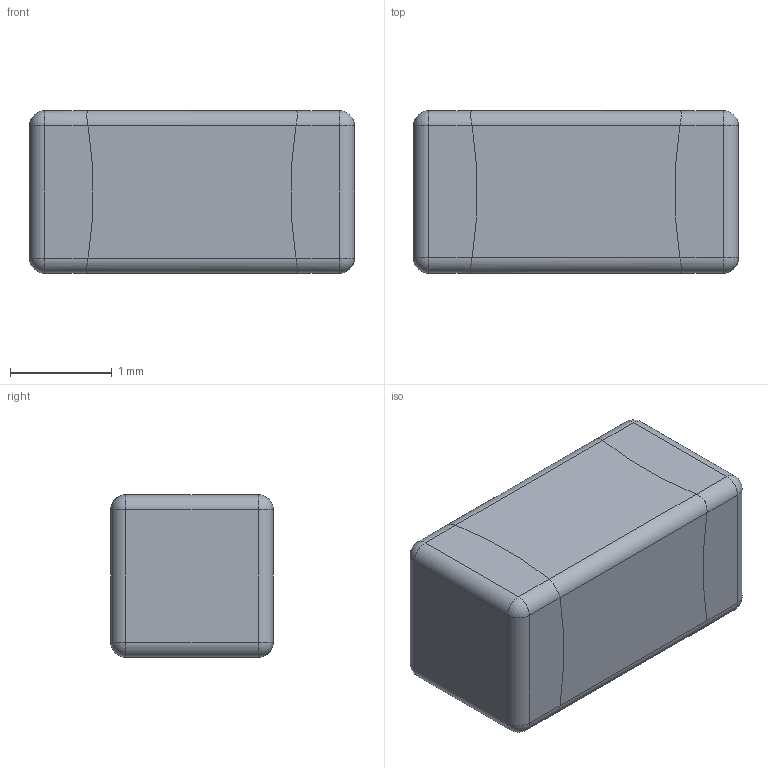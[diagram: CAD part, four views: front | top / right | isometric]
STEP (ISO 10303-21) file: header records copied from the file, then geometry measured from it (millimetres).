
FILE_DESCRIPTION(/* description */ (''),/* implementation_level */ '2;1');
FILE_NAME(/* name */ 'C1206.step',/* time_stamp */ '2023-06-23T15:24:56-06:00',/* author */ (''),/* organization */ (''),/* preprocessor_version */ 'ST-DEVELOPER v19.2',/* originating_system */ 'Autodesk Translation Framework v12.6.0.85',/* authorisation */ '');
FILE_SCHEMA (('AUTOMOTIVE_DESIGN { 1 0 10303 214 3 1 1 }','AP242_MANAGED_MODEL_BASED_3D_ENGINEERING_MIM_LF { 1 0 10303 442 3 1 4 }'));
Length unit declared in the file: millimetre
Products named in the file (1): C1206
Bounding box: 3.2 x 1.6 x 1.6 mm (x, y, z)
Volume: 8.1 mm3; surface area: 34.1 mm2
Topology: 3 solids, 3 shells, 67 faces, 157 edges, 85 vertices
Faces by surface type: cylinder 36, plane 14, bspline 9, sphere 8
Entity records: 2422 total; most frequent: CARTESIAN_POINT 927, ORIENTED_EDGE 288, DIRECTION 286, EDGE_CURVE 144, AXIS2_PLACEMENT_3D 123, VERTEX_POINT 84, STYLED_ITEM 69, FACE_OUTER_BOUND 66
